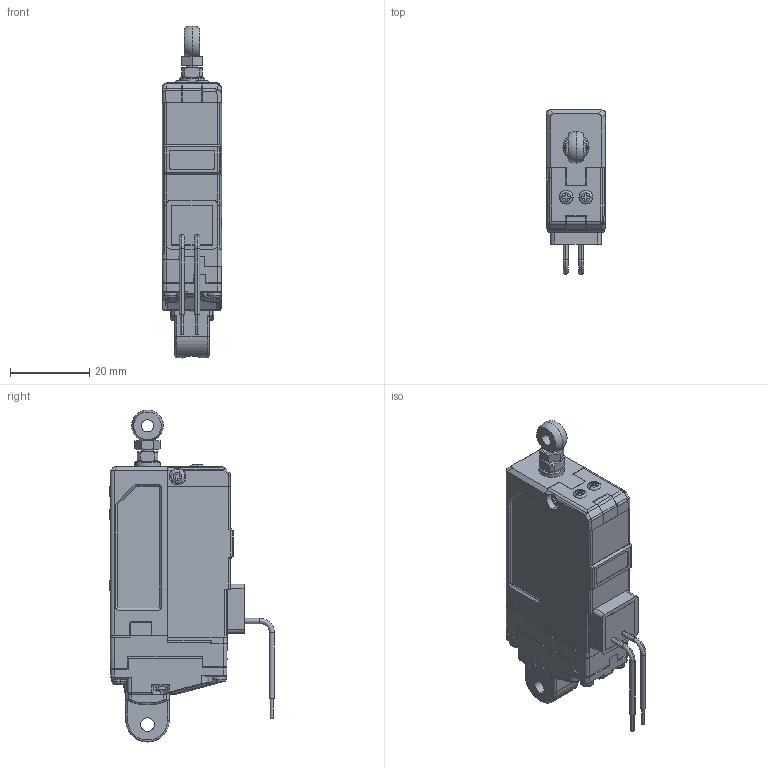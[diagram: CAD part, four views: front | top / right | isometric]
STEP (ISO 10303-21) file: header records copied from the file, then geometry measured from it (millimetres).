
FILE_DESCRIPTION (( 'STEP AP203' ), '1' );
FILE_NAME ('12L-xxxx-22-Limit Switch Series_Rev03_20250523.STEP', '2025-06-05T08:09:59', ( '' ), ( '' ), 'SwSTEP 2.0', 'SolidWorks 2020', '' );
FILE_SCHEMA (( 'CONFIG_CONTROL_DESIGN' ));
Length unit declared in the file: millimetre
Products named in the file (22): IRMIP0006 COVER, POT 30; IRMIP0002 SPACER; IROIX0008 SCREW, PH T1.7X18 PLS STL NI; IROIX0022 SCREW, PH M2.5x5 PLS, STL BK; IROIX0010 SCREW, PH T 2X4 PLS STL BK; IRMIP0001 CASE STROKE 30; IRMIP0030 COVER, MOTOR TOP; IRMIT0018 NUT, ROD END SUS; IROIX0003 SCREW, CS T1.4x4 PLS STL NI; IRMIP0029 CASE, PT TOP; IRMIP0041 HINGE; IROIW0001 2P ELECTRICAL WIRE; IRMIT0001 ROD 30, TR3 METAL; IRMIT0052 NUT, HINGE; IROIX0009 SCREW, PH T 2x12 PLS STL NI; IRMIT0063 ROD END TIP ROUND, IR-MC01; IROIX0009 SCREW, PH T 2x18 PLS STL NI; IROIX0013 NUT, M3.0-2.4T NI; IRMIP0008 CASE, PT BTM; IRMIP031 COVER, LENS; IRMIP0032 LENS; 12L-xxxx-22-Limit Switch Series_Rev03_20250523
Assembly tree (29 placements, depth 2):
  12L-xxxx-22-Limit Switch Series_Rev03_20250523
    IRMIP0008 CASE, PT BTM
    IRMIP0029 CASE, PT TOP
    IRMIT0052 NUT, HINGE
    IROIX0008 SCREW, PH T1.7X18 PLS STL NI  x2
    IROIX0009 SCREW, PH T 2x18 PLS STL NI  x2
    IRMIP031 COVER, LENS
    IRMIP0032 LENS
    IROIX0010 SCREW, PH T 2X4 PLS STL BK  x2
    IROIX0009 SCREW, PH T 2x12 PLS STL NI  x3
    IRMIP0030 COVER, MOTOR TOP
    IROIX0022 SCREW, PH M2.5x5 PLS, STL BK
    IRMIP0002 SPACER
    IRMIT0018 NUT, ROD END SUS
    IROIX0013 NUT, M3.0-2.4T NI
    IRMIP0041 HINGE
    IRMIP0006 COVER, POT 30
    IRMIP0001 CASE STROKE 30
    IRMIT0001 ROD 30, TR3 METAL
    IROIX0003 SCREW, CS T1.4x4 PLS STL NI  x4
    IROIW0001 2P ELECTRICAL WIRE
    IRMIT0063 ROD END TIP ROUND, IR-MC01
Bounding box: 15 x 41.6 x 83.8 mm (x, y, z)
Volume: 13868.8 mm3; surface area: 21200.8 mm2
Topology: 29 solids, 29 shells, 1786 faces, 4698 edges, 3026 vertices
Faces by surface type: plane 1029, cylinder 480, cone 174, bspline 60, torus 38, sphere 5
Entity records: 55983 total; most frequent: CARTESIAN_POINT 14760, ORIENTED_EDGE 8356, DIRECTION 7628, EDGE_CURVE 4178, VERTEX_POINT 2698, VECTOR 2644, LINE 2644, AXIS2_PLACEMENT_3D 2492
